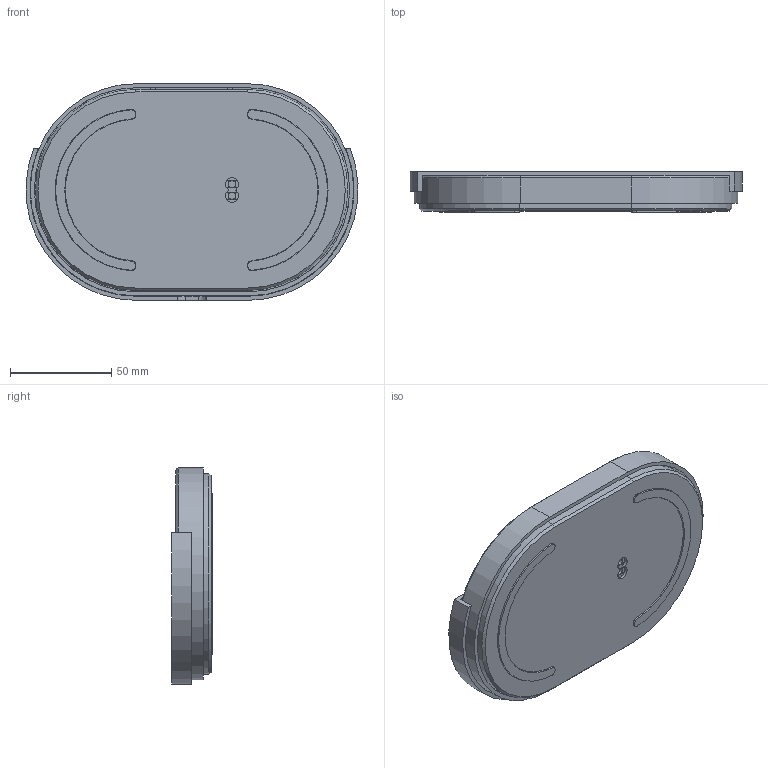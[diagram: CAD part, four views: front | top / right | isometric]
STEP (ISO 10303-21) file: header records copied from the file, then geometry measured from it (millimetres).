
FILE_DESCRIPTION(/* description */ (''),/* implementation_level */ '2;1');
FILE_NAME(/* name */ 'half_decent_scale v9.step',/* time_stamp */ '2024-04-07T08:20:55+08:00',/* author */ (''),/* organization */ (''),/* preprocessor_version */ 'ST-DEVELOPER v20',/* originating_system */ 'Autodesk Translation Framework v12.20.1.177',/* authorisation */ '');
FILE_SCHEMA (('AUTOMOTIVE_DESIGN { 1 0 10303 214 3 1 1 }'));
Length unit declared in the file: millimetre
Products named in the file (3): half_decent_scale; FILLET1_10; SHELL3_8(镜像)
Assembly tree (2 placements, depth 2):
  half_decent_scale
    FILLET1_10
    SHELL3_8(镜像)
Bounding box: 164.23 x 20.15 x 107.2 mm (x, y, z)
Volume: 116691.8 mm3; surface area: 102988.3 mm2
Topology: 7 solids, 7 shells, 376 faces, 965 edges, 626 vertices
Faces by surface type: plane 267, cylinder 77, cone 32
Full cylindrical faces by diameter (mm): 2.1 x4, 3.5 x2, 4.7 x4, 8.4 x2, 10 x2
Entity records: 11421 total; most frequent: CARTESIAN_POINT 1972, DIRECTION 1942, ORIENTED_EDGE 1930, EDGE_CURVE 965, LINE 750, VECTOR 750, VERTEX_POINT 626, AXIS2_PLACEMENT_3D 596
